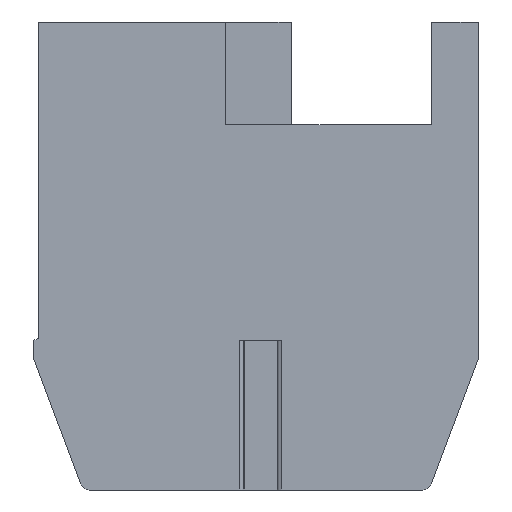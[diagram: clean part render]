
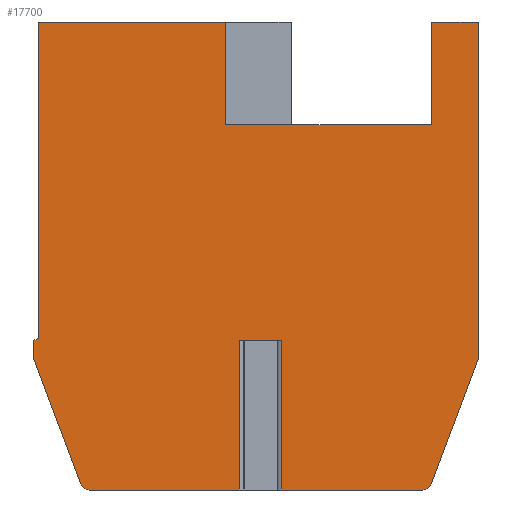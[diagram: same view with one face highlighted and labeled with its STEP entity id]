
A CAD part, front view. The second image highlights one B-rep face of the part: STEP entity #17700.
In plain terms, the highlighted planar face has unit normal (0, -1, 0).
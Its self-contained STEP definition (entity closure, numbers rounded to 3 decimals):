
#1=DIRECTION('',(1.,0.,0.));
#2=VECTOR('',#1,0.906);
#3=CARTESIAN_POINT('',(4.297,0.,-6.8));
#4=LINE('',#3,#2);
#5=DIRECTION('',(0.,0.,-1.));
#6=VECTOR('',#5,3.2);
#7=CARTESIAN_POINT('',(4.297,0.,-6.8));
#8=LINE('',#7,#6);
#9=DIRECTION('',(-1.,0.,0.));
#10=VECTOR('',#9,3.208);
#11=CARTESIAN_POINT('',(4.297,0.,-10.));
#12=LINE('',#11,#10);
#13=CARTESIAN_POINT('',(1.089,0.,-9.8));
#14=DIRECTION('',(0.,1.,0.));
#15=DIRECTION('',(0.,0.,-1.));
#16=AXIS2_PLACEMENT_3D('',#13,#14,#15);
#18=DIRECTION('',(-0.351,0.,0.936));
#19=VECTOR('',#18,2.816);
#20=CARTESIAN_POINT('',(0.901,0.,-9.87));
#21=LINE('',#20,#19);
#22=CARTESIAN_POINT('',(0.1,0.,-7.164));
#23=DIRECTION('',(0.,1.,0.));
#24=DIRECTION('',(-0.936,0.,-0.351));
#25=AXIS2_PLACEMENT_3D('',#22,#23,#24);
#27=DIRECTION('',(0.,0.,1.));
#28=VECTOR('',#27,0.364);
#29=CARTESIAN_POINT('',(-0.1,0.,-7.164));
#30=LINE('',#29,#28);
#31=DIRECTION('',(0.928,0.,0.371));
#32=VECTOR('',#31,0.108);
#33=CARTESIAN_POINT('',(-0.1,0.,-6.8));
#34=LINE('',#33,#32);
#35=DIRECTION('',(0.,0.,1.));
#36=VECTOR('',#35,6.76);
#37=CARTESIAN_POINT('',(0.,0.,-6.76));
#38=LINE('',#37,#36);
#39=DIRECTION('',(1.,0.,0.));
#40=VECTOR('',#39,4.);
#41=CARTESIAN_POINT('',(0.,0.,0.));
#42=LINE('',#41,#40);
#43=DIRECTION('',(0.,0.,-1.));
#44=VECTOR('',#43,2.2);
#45=CARTESIAN_POINT('',(4.,0.,0.));
#46=LINE('',#45,#44);
#47=DIRECTION('',(0.,0.,1.));
#48=VECTOR('',#47,2.2);
#49=CARTESIAN_POINT('',(8.4,0.,-2.2));
#50=LINE('',#49,#48);
#51=DIRECTION('',(1.,0.,0.));
#52=VECTOR('',#51,1.);
#53=CARTESIAN_POINT('',(8.4,0.,0.));
#54=LINE('',#53,#52);
#55=DIRECTION('',(0.,0.,-1.));
#56=VECTOR('',#55,7.164);
#57=CARTESIAN_POINT('',(9.4,0.,0.));
#58=LINE('',#57,#56);
#59=CARTESIAN_POINT('',(9.2,0.,-7.164));
#60=DIRECTION('',(0.,1.,0.));
#61=DIRECTION('',(1.,0.,0.));
#62=AXIS2_PLACEMENT_3D('',#59,#60,#61);
#64=DIRECTION('',(-0.351,0.,-0.936));
#65=VECTOR('',#64,2.816);
#66=CARTESIAN_POINT('',(9.387,0.,-7.234));
#67=LINE('',#66,#65);
#68=CARTESIAN_POINT('',(8.211,0.,-9.8));
#69=DIRECTION('',(0.,1.,0.));
#70=DIRECTION('',(0.936,0.,-0.351));
#71=AXIS2_PLACEMENT_3D('',#68,#69,#70);
#73=DIRECTION('',(-1.,0.,0.));
#74=VECTOR('',#73,3.008);
#75=CARTESIAN_POINT('',(8.211,0.,-10.));
#76=LINE('',#75,#74);
#77=DIRECTION('',(0.,0.,-1.));
#78=VECTOR('',#77,3.2);
#79=CARTESIAN_POINT('',(5.203,0.,-6.8));
#80=LINE('',#79,#78);
#4349=DIRECTION('',(-1.,0.,0.));
#4350=VECTOR('',#4349,4.4);
#4351=CARTESIAN_POINT('',(8.4,0.,-2.2));
#4352=LINE('',#4351,#4350);
#13909=CARTESIAN_POINT('',(-0.087,0.,-7.234));
#13910=CARTESIAN_POINT('',(-0.1,0.,-7.164));
#13911=VERTEX_POINT('',#13909);
#13912=VERTEX_POINT('',#13910);
#13913=CARTESIAN_POINT('',(-0.1,0.,-6.8));
#13914=VERTEX_POINT('',#13913);
#13915=CARTESIAN_POINT('',(0.,0.,-6.76));
#13916=VERTEX_POINT('',#13915);
#13917=CARTESIAN_POINT('',(0.,0.,0.));
#13918=VERTEX_POINT('',#13917);
#13919=CARTESIAN_POINT('',(8.4,0.,-2.2));
#13920=CARTESIAN_POINT('',(8.4,0.,0.));
#13921=VERTEX_POINT('',#13919);
#13922=VERTEX_POINT('',#13920);
#13923=CARTESIAN_POINT('',(9.4,0.,0.));
#13924=VERTEX_POINT('',#13923);
#13925=CARTESIAN_POINT('',(9.4,0.,-7.164));
#13926=VERTEX_POINT('',#13925);
#13927=CARTESIAN_POINT('',(9.387,0.,-7.234));
#13928=VERTEX_POINT('',#13927);
#13929=CARTESIAN_POINT('',(8.399,0.,-9.87));
#13930=VERTEX_POINT('',#13929);
#13931=CARTESIAN_POINT('',(8.211,0.,-10.));
#13932=VERTEX_POINT('',#13931);
#13933=CARTESIAN_POINT('',(1.089,0.,-10.));
#13934=CARTESIAN_POINT('',(0.901,0.,-9.87));
#13935=VERTEX_POINT('',#13933);
#13936=VERTEX_POINT('',#13934);
#14149=CARTESIAN_POINT('',(4.,0.,0.));
#14150=CARTESIAN_POINT('',(4.,0.,-2.2));
#14151=VERTEX_POINT('',#14149);
#14152=VERTEX_POINT('',#14150);
#14173=CARTESIAN_POINT('',(4.297,0.,-6.8));
#14174=CARTESIAN_POINT('',(5.203,0.,-6.8));
#14175=VERTEX_POINT('',#14173);
#14176=VERTEX_POINT('',#14174);
#14177=CARTESIAN_POINT('',(4.297,0.,-10.));
#14178=VERTEX_POINT('',#14177);
#14179=CARTESIAN_POINT('',(5.203,0.,-10.));
#14180=VERTEX_POINT('',#14179);
#17653=CARTESIAN_POINT('',(0.,0.,0.));
#17654=DIRECTION('',(0.,1.,0.));
#17655=DIRECTION('',(1.,0.,0.));
#17656=AXIS2_PLACEMENT_3D('',#17653,#17654,#17655);
#17657=PLANE('',#17656);
#17659=ORIENTED_EDGE('',*,*,#17658,.F.);
#17661=ORIENTED_EDGE('',*,*,#17660,.T.);
#17663=ORIENTED_EDGE('',*,*,#17662,.T.);
#17665=ORIENTED_EDGE('',*,*,#17664,.T.);
#17667=ORIENTED_EDGE('',*,*,#17666,.T.);
#17669=ORIENTED_EDGE('',*,*,#17668,.T.);
#17671=ORIENTED_EDGE('',*,*,#17670,.T.);
#17673=ORIENTED_EDGE('',*,*,#17672,.T.);
#17675=ORIENTED_EDGE('',*,*,#17674,.T.);
#17677=ORIENTED_EDGE('',*,*,#17676,.T.);
#17679=ORIENTED_EDGE('',*,*,#17678,.T.);
#17681=ORIENTED_EDGE('',*,*,#17680,.F.);
#17683=ORIENTED_EDGE('',*,*,#17682,.T.);
#17685=ORIENTED_EDGE('',*,*,#17684,.T.);
#17687=ORIENTED_EDGE('',*,*,#17686,.T.);
#17689=ORIENTED_EDGE('',*,*,#17688,.T.);
#17691=ORIENTED_EDGE('',*,*,#17690,.T.);
#17693=ORIENTED_EDGE('',*,*,#17692,.T.);
#17695=ORIENTED_EDGE('',*,*,#17694,.T.);
#17697=ORIENTED_EDGE('',*,*,#17696,.F.);
#17698=EDGE_LOOP('',(#17659,#17661,#17663,#17665,#17667,#17669,#17671,#17673,
#17675,#17677,#17679,#17681,#17683,#17685,#17687,#17689,#17691,#17693,#17695,
#17697));
#17699=FACE_OUTER_BOUND('',#17698,.F.);
#17700=ADVANCED_FACE('',(#17699),#17657,.F.);
#17=CIRCLE('',#16,0.2);
#26=CIRCLE('',#25,0.2);
#63=CIRCLE('',#62,0.2);
#72=CIRCLE('',#71,0.2);
#17658=EDGE_CURVE('',#14175,#14176,#4,.T.);
#17660=EDGE_CURVE('',#14175,#14178,#8,.T.);
#17662=EDGE_CURVE('',#14178,#13935,#12,.T.);
#17664=EDGE_CURVE('',#13935,#13936,#17,.T.);
#17666=EDGE_CURVE('',#13936,#13911,#21,.T.);
#17668=EDGE_CURVE('',#13911,#13912,#26,.T.);
#17670=EDGE_CURVE('',#13912,#13914,#30,.T.);
#17672=EDGE_CURVE('',#13914,#13916,#34,.T.);
#17674=EDGE_CURVE('',#13916,#13918,#38,.T.);
#17676=EDGE_CURVE('',#13918,#14151,#42,.T.);
#17678=EDGE_CURVE('',#14151,#14152,#46,.T.);
#17680=EDGE_CURVE('',#13921,#14152,#4352,.T.);
#17682=EDGE_CURVE('',#13921,#13922,#50,.T.);
#17684=EDGE_CURVE('',#13922,#13924,#54,.T.);
#17686=EDGE_CURVE('',#13924,#13926,#58,.T.);
#17688=EDGE_CURVE('',#13926,#13928,#63,.T.);
#17690=EDGE_CURVE('',#13928,#13930,#67,.T.);
#17692=EDGE_CURVE('',#13930,#13932,#72,.T.);
#17694=EDGE_CURVE('',#13932,#14180,#76,.T.);
#17696=EDGE_CURVE('',#14176,#14180,#80,.T.);
